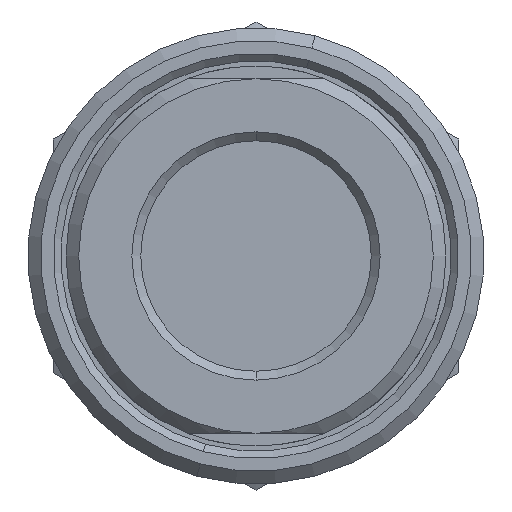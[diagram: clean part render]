
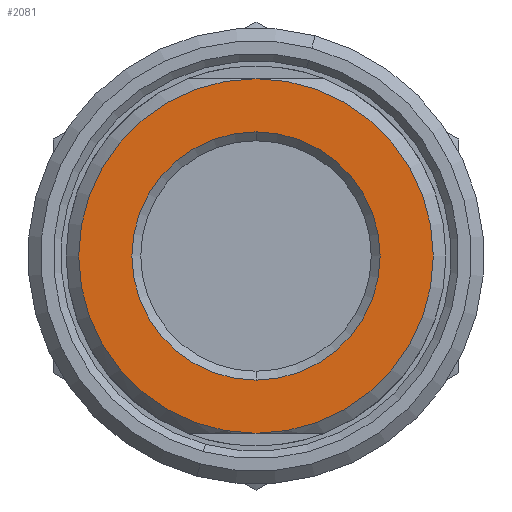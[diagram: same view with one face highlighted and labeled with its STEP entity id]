
A CAD part, front view. The second image highlights one B-rep face of the part: STEP entity #2081.
In plain terms, the highlighted planar face has unit normal (0, -1, 0).
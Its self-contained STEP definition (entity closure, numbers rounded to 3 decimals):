
#259 = CARTESIAN_POINT ( 'NONE',  ( 0., 0., 0. ) ) ;
#260 = DIRECTION ( 'NONE',  ( 0., 1., 0. ) ) ;
#261 = DIRECTION ( 'NONE',  ( 0., 0., 1. ) ) ;
#263 = CARTESIAN_POINT ( 'NONE',  ( 0., 0., 0. ) ) ;
#264 = DIRECTION ( 'NONE',  ( 0., -1., 0. ) ) ;
#265 = DIRECTION ( 'NONE',  ( 0., 0., -1. ) ) ;
#268 = CARTESIAN_POINT ( 'NONE',  ( 0., 0., 0. ) ) ;
#269 = DIRECTION ( 'NONE',  ( 0., -1., 0. ) ) ;
#270 = DIRECTION ( 'NONE',  ( 0., 0., -1. ) ) ;
#327 = CARTESIAN_POINT ( 'NONE',  ( 0., 0., 0. ) ) ;
#328 = DIRECTION ( 'NONE',  ( 0., 1., 0. ) ) ;
#329 = DIRECTION ( 'NONE',  ( 0., 0., 1. ) ) ;
#471 = EDGE_LOOP ( 'NONE', ( #2499, #2500 ) ) ;
#472 = EDGE_LOOP ( 'NONE', ( #2497, #2498 ) ) ;
#577 = EDGE_CURVE ( 'NONE', #769, #770, #2693, .T. ) ;
#578 = EDGE_CURVE ( 'NONE', #761, #762, #724, .T. ) ;
#579 = EDGE_CURVE ( 'NONE', #762, #761, #1551, .T. ) ;
#598 = EDGE_CURVE ( 'NONE', #770, #769, #1574, .T. ) ;
#693 = AXIS2_PLACEMENT_3D ( 'NONE', #259, #260, #261 ) ;
#694 = AXIS2_PLACEMENT_3D ( 'NONE', #263, #264, #265 ) ;
#695 = AXIS2_PLACEMENT_3D ( 'NONE', #268, #269, #270 ) ;
#705 = AXIS2_PLACEMENT_3D ( 'NONE', #327, #328, #329 ) ;
#724 = CIRCLE ( 'NONE', #694, 7. ) ;
#761 = VERTEX_POINT ( 'NONE', #878 ) ;
#762 = VERTEX_POINT ( 'NONE', #879 ) ;
#769 = VERTEX_POINT ( 'NONE', #884 ) ;
#770 = VERTEX_POINT ( 'NONE', #885 ) ;
#878 = CARTESIAN_POINT ( 'NONE',  ( 0., 0., 7. ) ) ;
#879 = CARTESIAN_POINT ( 'NONE',  ( 0., 0., -7. ) ) ;
#884 = CARTESIAN_POINT ( 'NONE',  ( 0., 0., 4.9 ) ) ;
#885 = CARTESIAN_POINT ( 'NONE',  ( 0., 0., -4.9 ) ) ;
#911 = PLANE ( 'NONE',  #2179 ) ;
#921 = CARTESIAN_POINT ( 'NONE',  ( 0., 0., 0. ) ) ;
#922 = DIRECTION ( 'NONE',  ( 0., -1., 0. ) ) ;
#923 = DIRECTION ( 'NONE',  ( 0., 0., -1. ) ) ;
#1551 = CIRCLE ( 'NONE', #695, 7. ) ;
#1574 = CIRCLE ( 'NONE', #705, 4.9 ) ;
#1659 = FACE_BOUND ( 'NONE', #471, .T. ) ;
#1660 = FACE_OUTER_BOUND ( 'NONE', #472, .T. ) ;
#2081 = ADVANCED_FACE ( 'NONE', ( #1660, #1659 ), #911, .T. ) ;
#2179 = AXIS2_PLACEMENT_3D ( 'NONE', #921, #922, #923 ) ;
#2497 = ORIENTED_EDGE ( 'NONE', *, *, #578, .T. ) ;
#2498 = ORIENTED_EDGE ( 'NONE', *, *, #579, .T. ) ;
#2499 = ORIENTED_EDGE ( 'NONE', *, *, #598, .T. ) ;
#2500 = ORIENTED_EDGE ( 'NONE', *, *, #577, .T. ) ;
#2693 = CIRCLE ( 'NONE', #693, 4.9 ) ;
